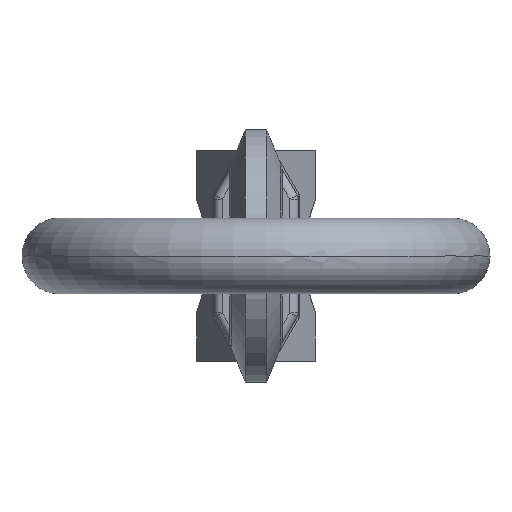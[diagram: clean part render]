
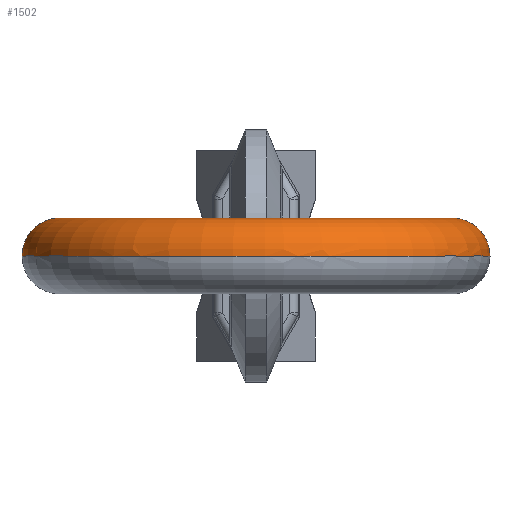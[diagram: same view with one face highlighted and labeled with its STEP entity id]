
A CAD part, left-side view. The second image highlights one B-rep face of the part: STEP entity #1502.
In plain terms, the highlighted toroidal (fillet/blend) face has major radius 46.5 mm and minor radius 9 mm.
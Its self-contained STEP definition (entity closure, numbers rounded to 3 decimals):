
#14=CARTESIAN_POINT('',(-60.,46.5,0.));
#15=DIRECTION('',(-1.,0.,0.));
#16=DIRECTION('',(0.,-1.,0.));
#17=AXIS2_PLACEMENT_3D('',#14,#15,#16);
#370=CARTESIAN_POINT('',(-60.,-46.5,0.));
#371=DIRECTION('',(-1.,0.,0.));
#372=DIRECTION('',(0.,-1.,0.));
#373=AXIS2_PLACEMENT_3D('',#370,#371,#372);
#383=CARTESIAN_POINT('',(-60.,37.5,0.));
#384=CARTESIAN_POINT('',(-62.067,37.5,0.));
#385=CARTESIAN_POINT('',(-66.2,37.157,
0.));
#386=CARTESIAN_POINT('',(-72.232,35.63,
0.));
#387=CARTESIAN_POINT('',(-77.93,33.131,
0.));
#388=CARTESIAN_POINT('',(-83.138,29.728,
0.));
#389=CARTESIAN_POINT('',(-87.716,25.514,
0.));
#390=CARTESIAN_POINT('',(-91.537,20.604,
0.));
#391=CARTESIAN_POINT('',(-94.498,15.132,
0.));
#392=CARTESIAN_POINT('',(-96.519,9.248,
0.));
#393=CARTESIAN_POINT('',(-97.543,3.111,
0.));
#394=CARTESIAN_POINT('',(-97.543,-3.111,
0.));
#395=CARTESIAN_POINT('',(-96.519,-9.248,
0.));
#396=CARTESIAN_POINT('',(-94.498,-15.132,
0.));
#397=CARTESIAN_POINT('',(-91.537,-20.604,
0.));
#398=CARTESIAN_POINT('',(-87.716,-25.514,
0.));
#399=CARTESIAN_POINT('',(-83.138,-29.728,
0.));
#400=CARTESIAN_POINT('',(-77.93,-33.131,
0.));
#401=CARTESIAN_POINT('',(-72.232,-35.63,
0.));
#402=CARTESIAN_POINT('',(-66.2,-37.157,
0.));
#403=CARTESIAN_POINT('',(-62.067,-37.5,0.));
#404=CARTESIAN_POINT('',(-60.,-37.5,0.));
#406=CARTESIAN_POINT('',(-60.,-55.5,0.));
#407=CARTESIAN_POINT('',(-62.768,-55.5,0.));
#408=CARTESIAN_POINT('',(-68.303,-55.085,
0.));
#409=CARTESIAN_POINT('',(-76.42,-53.232,
0.));
#410=CARTESIAN_POINT('',(-84.171,-50.191,
0.));
#411=CARTESIAN_POINT('',(-91.381,-46.028,
0.));
#412=CARTESIAN_POINT('',(-97.891,-40.836,0.));
#413=CARTESIAN_POINT('',(-103.554,-34.733,0.));
#414=CARTESIAN_POINT('',(-108.244,-27.854,0.));
#415=CARTESIAN_POINT('',(-111.857,-20.352,0.));
#416=CARTESIAN_POINT('',(-114.311,-12.396,0.));
#417=CARTESIAN_POINT('',(-115.552,-4.163,0.));
#418=CARTESIAN_POINT('',(-115.552,4.163,0.));
#419=CARTESIAN_POINT('',(-114.311,12.396,0.));
#420=CARTESIAN_POINT('',(-111.857,20.352,0.));
#421=CARTESIAN_POINT('',(-108.244,27.854,0.));
#422=CARTESIAN_POINT('',(-103.554,34.733,0.));
#423=CARTESIAN_POINT('',(-97.891,40.836,0.));
#424=CARTESIAN_POINT('',(-91.381,46.028,
0.));
#425=CARTESIAN_POINT('',(-84.171,50.191,
0.));
#426=CARTESIAN_POINT('',(-76.42,53.232,
0.));
#427=CARTESIAN_POINT('',(-68.303,55.085,
0.));
#428=CARTESIAN_POINT('',(-62.768,55.5,0.));
#429=CARTESIAN_POINT('',(-60.,55.5,0.));
#1122=CARTESIAN_POINT('',(-60.,-37.5,0.));
#1123=VERTEX_POINT('',#1122);
#1124=CARTESIAN_POINT('',(-60.,-55.5,0.));
#1125=VERTEX_POINT('',#1124);
#1126=VERTEX_POINT('',#383);
#1127=VERTEX_POINT('',#429);
#1489=CARTESIAN_POINT('',(-60.,0.,0.));
#1490=DIRECTION('',(0.,0.,1.));
#1491=DIRECTION('',(0.,-1.,0.));
#1492=AXIS2_PLACEMENT_3D('',#1489,#1490,#1491);
#1493=TOROIDAL_SURFACE('',#1492,46.5,9.);
#1494=ORIENTED_EDGE('',*,*,#1319,.F.);
#1496=ORIENTED_EDGE('',*,*,#1495,.T.);
#1497=ORIENTED_EDGE('',*,*,#1479,.F.);
#1499=ORIENTED_EDGE('',*,*,#1498,.T.);
#1500=EDGE_LOOP('',(#1494,#1496,#1497,#1499));
#1501=FACE_OUTER_BOUND('',#1500,.F.);
#1502=ADVANCED_FACE('',(#1501),#1493,.T.);
#18=CIRCLE('',#17,9.);
#374=CIRCLE('',#373,9.);
#405=B_SPLINE_CURVE_WITH_KNOTS('',3,(#383,#384,#385,#386,#387,#388,#389,#390,
#391,#392,#393,#394,#395,#396,#397,#398,#399,#400,#401,#402,#403,#404),
.UNSPECIFIED.,.F.,.F.,(4,1,1,1,1,1,1,1,1,1,1,1,1,1,1,1,1,1,1,4),(0.,
0.053,0.105,0.158,0.211,
0.263,0.316,0.368,0.421,
0.474,0.526,0.579,0.632,
0.684,0.737,0.789,0.842,
0.895,0.947,1.),.UNSPECIFIED.);
#430=B_SPLINE_CURVE_WITH_KNOTS('',3,(#406,#407,#408,#409,#410,#411,#412,#413,
#414,#415,#416,#417,#418,#419,#420,#421,#422,#423,#424,#425,#426,#427,#428,
#429),.UNSPECIFIED.,.F.,.F.,(4,1,1,1,1,1,1,1,1,1,1,1,1,1,1,1,1,1,1,1,1,4),(0.,
0.048,0.095,0.143,0.19,
0.238,0.286,0.333,0.381,
0.429,0.476,0.524,0.571,
0.619,0.667,0.714,0.762,
0.81,0.857,0.905,0.952,1.),
.UNSPECIFIED.);
#1319=EDGE_CURVE('',#1126,#1127,#18,.T.);
#1479=EDGE_CURVE('',#1125,#1123,#374,.T.);
#1495=EDGE_CURVE('',#1126,#1123,#405,.T.);
#1498=EDGE_CURVE('',#1125,#1127,#430,.T.);
